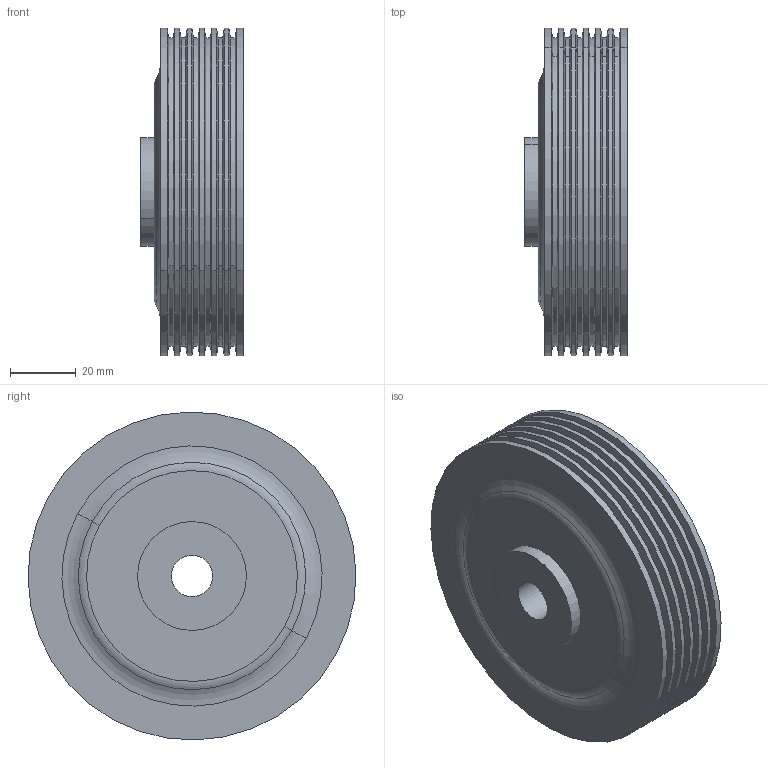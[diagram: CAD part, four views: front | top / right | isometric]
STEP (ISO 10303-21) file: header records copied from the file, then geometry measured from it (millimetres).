
FILE_DESCRIPTION(('CATIA V5 STEP Exchange'),'2;1');
FILE_NAME('poulie damper.stp','2017-01-02T21:09:57+00:00',('none'),('none'),'CATIA Version 5 Release 19 SP 2 (IN-10)','CATIA V5 STEP AP203','none');
FILE_SCHEMA(('CONFIG_CONTROL_DESIGN'));
Length unit declared in the file: millimetre
Products named in the file (1): Part2
Bounding box: 31 x 99.47 x 99.47 mm (x, y, z)
Volume: 79092.4 mm3; surface area: 37481.2 mm2
Topology: 1 solids, 1 shells, 73 faces, 146 edges, 78 vertices
Faces by surface type: cylinder 34, cone 24, torus 10, plane 5
Entity records: 1617 total; most frequent: ORIENTED_EDGE 292, CARTESIAN_POINT 257, DIRECTION 210, EDGE_CURVE 146, AXIS2_PLACEMENT_3D 121, CIRCLE 88, EDGE_LOOP 78, VERTEX_POINT 78
